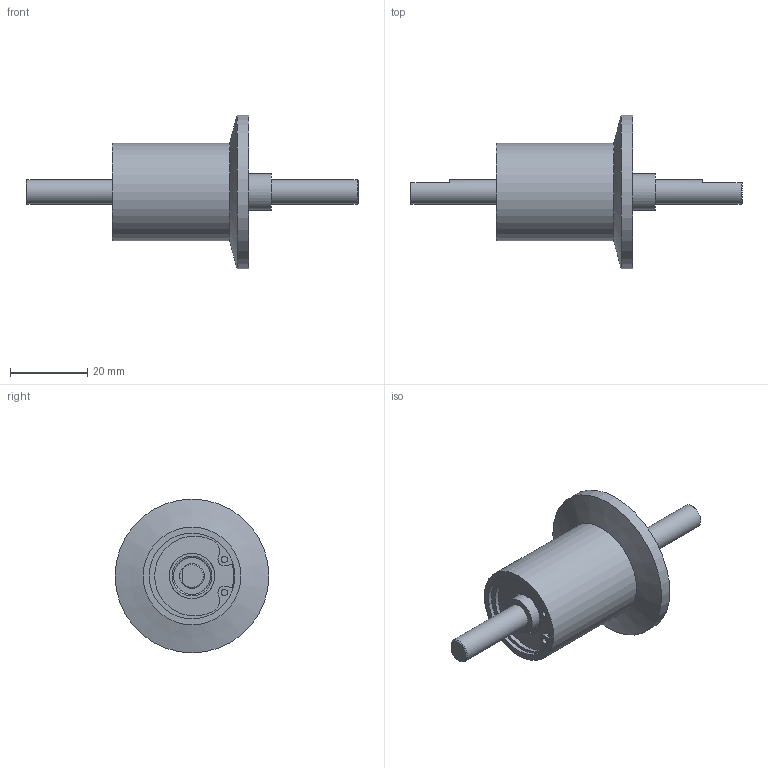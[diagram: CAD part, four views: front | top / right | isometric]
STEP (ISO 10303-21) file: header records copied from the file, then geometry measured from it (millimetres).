
FILE_DESCRIPTION (( 'STEP AP203' ), '1' );
FILE_NAME ('FD-F1-KF25-0250-LC Assy.STEP', '2023-08-23T15:20:38', ( '' ), ( '' ), 'SwSTEP 2.0', 'SolidWorks 2019', '' );
FILE_SCHEMA (( 'CONFIG_CONTROL_DESIGN' ));
Length unit declared in the file: inch
Products named in the file (13): instrument ball bearing_ai_AFBMA 12.2 - 0.3750 - 0.8750 - 0.2188 - 10,SI,NC,10; 99020620; FD-F1-KF25-0250-LC Assy; 97092610 Shaft_-12 no stages; basic internal retaining ring_ai; instrument ball bearing_ai; curved spring washer; 97092654 Polpc_no stages; curved spring washer_U437-120 990206; basic internal retaining ring_ai_B27.1 - NA2-87; 97092610 Shaft
Assembly tree (7 placements, depth 3):
  FD-F1-KF25-0250-LC Assy
    97092654 Polpc_no stages
      97092610 Shaft_-12 no stages
    instrument ball bearing_ai_AFBMA 12.2 - 0.3750 - 0.8750 - 0.2188 - 10,SI,NC,10  x2
    99020620
    basic internal retaining ring_ai_B27.1 - NA2-87
    curved spring washer_U437-120 990206
  basic internal retaining ring_ai
  instrument ball bearing_ai
  99020620
  curved spring washer
Bounding box: 86.11 x 39.88 x 39.88 mm (x, y, z)
Volume: 19948.7 mm3; surface area: 15284.7 mm2
Topology: 6 solids, 6 shells, 94 faces, 177 edges, 113 vertices
Faces by surface type: cylinder 42, plane 34, torus 15, cone 3
Full cylindrical faces by diameter (mm): 1.575 x2, 6.337 x2, 9.512 x2, 9.525 x2, 9.53 x2, 10.028 x1, 11.506 x2, 11.735 x1, 13.335 x4, 18.415 x4, 19.812 x1, 21.112 x1, 21.768 x1, 22.225 x2, 22.236 x2, 22.606 x1, 23.647 x1, 25.375 x1, 26.162 x1, 39.878 x1
Entity records: 3327 total; most frequent: CARTESIAN_POINT 636, DIRECTION 350, ORIENTED_EDGE 206, AXIS2_PLACEMENT_3D 165, EDGE_LOOP 142, FACE_OUTER_BOUND 115, PERSON_AND_ORGANIZATION 111, EDGE_CURVE 103
